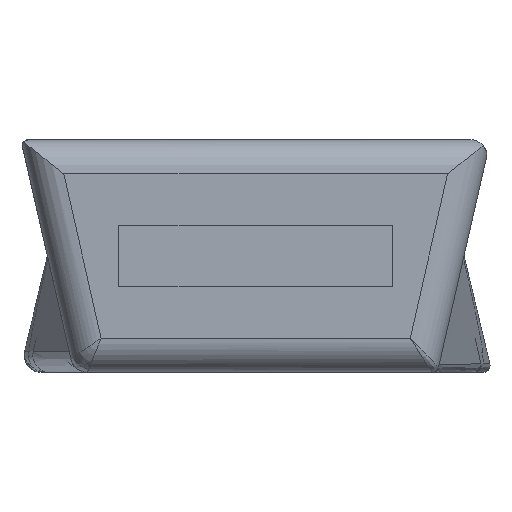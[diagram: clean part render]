
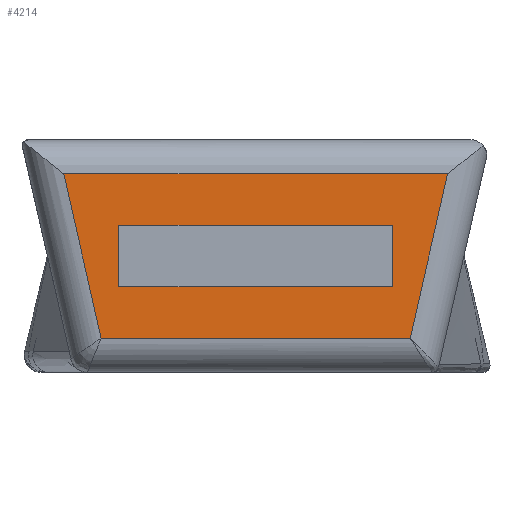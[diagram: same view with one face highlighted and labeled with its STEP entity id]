
A CAD part, front view. The second image highlights one B-rep face of the part: STEP entity #4214.
In plain terms, the highlighted planar face has unit normal (0, -1, 0).
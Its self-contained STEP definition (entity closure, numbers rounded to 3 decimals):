
#4141=CARTESIAN_POINT('',(0.,-9.117,0.));
#4142=DIRECTION('',(0.,-1.,0.));
#4143=DIRECTION('',(0.,-0.,-1.));
#4144=AXIS2_PLACEMENT_3D('',#4141,#4142,#4143);
#4145=PLANE('',#4144);
#4146=CARTESIAN_POINT('',(-4.,-9.117,0.9));
#4147=VERTEX_POINT('',#4146);
#4148=CARTESIAN_POINT('',(-4.,-9.117,-0.9));
#4149=VERTEX_POINT('',#4148);
#4150=CARTESIAN_POINT('',(-4.,-9.117,0.9));
#4151=DIRECTION('',(0.,-0.,-1.));
#4152=VECTOR('',#4151,1.8);
#4153=LINE('',#4150,#4152);
#4154=EDGE_CURVE('',#4147,#4149,#4153,.T.);
#4155=ORIENTED_EDGE('',*,*,#4154,.F.);
#4156=CARTESIAN_POINT('',(4.,-9.117,0.9));
#4157=VERTEX_POINT('',#4156);
#4158=CARTESIAN_POINT('',(4.,-9.117,0.9));
#4159=DIRECTION('',(-1.,0.,0.));
#4160=VECTOR('',#4159,8.);
#4161=LINE('',#4158,#4160);
#4162=EDGE_CURVE('',#4157,#4147,#4161,.T.);
#4163=ORIENTED_EDGE('',*,*,#4162,.F.);
#4164=CARTESIAN_POINT('',(4.,-9.117,-0.9));
#4165=VERTEX_POINT('',#4164);
#4166=CARTESIAN_POINT('',(4.,-9.117,-0.9));
#4167=DIRECTION('',(0.,0.,1.));
#4168=VECTOR('',#4167,1.8);
#4169=LINE('',#4166,#4168);
#4170=EDGE_CURVE('',#4165,#4157,#4169,.T.);
#4171=ORIENTED_EDGE('',*,*,#4170,.F.);
#4172=CARTESIAN_POINT('',(-4.,-9.117,-0.9));
#4173=DIRECTION('',(1.,0.,0.));
#4174=VECTOR('',#4173,8.);
#4175=LINE('',#4172,#4174);
#4176=EDGE_CURVE('',#4149,#4165,#4175,.T.);
#4177=ORIENTED_EDGE('',*,*,#4176,.F.);
#4178=EDGE_LOOP('',(#4155,#4163,#4171,#4177));
#4179=FACE_BOUND('',#4178,.T.);
#4180=CARTESIAN_POINT('',(5.612,-9.117,2.4));
#4181=VERTEX_POINT('',#4180);
#4182=CARTESIAN_POINT('',(-5.612,-9.117,2.4));
#4183=VERTEX_POINT('',#4182);
#4184=CARTESIAN_POINT('',(5.612,-9.117,2.4));
#4185=DIRECTION('',(-1.,0.,0.));
#4186=VECTOR('',#4185,11.223);
#4187=LINE('',#4184,#4186);
#4188=EDGE_CURVE('',#4181,#4183,#4187,.T.);
#4189=ORIENTED_EDGE('',*,*,#4188,.T.);
#4190=CARTESIAN_POINT('',(-4.518,-9.117,-2.4));
#4191=VERTEX_POINT('',#4190);
#4192=CARTESIAN_POINT('',(-5.612,-9.117,2.4));
#4193=DIRECTION('',(0.222,-0.,-0.975));
#4194=VECTOR('',#4193,4.923);
#4195=LINE('',#4192,#4194);
#4196=EDGE_CURVE('',#4183,#4191,#4195,.T.);
#4197=ORIENTED_EDGE('',*,*,#4196,.T.);
#4198=CARTESIAN_POINT('',(4.518,-9.117,-2.4));
#4199=VERTEX_POINT('',#4198);
#4200=CARTESIAN_POINT('',(-4.518,-9.117,-2.4));
#4201=DIRECTION('',(1.,0.,-0.));
#4202=VECTOR('',#4201,9.035);
#4203=LINE('',#4200,#4202);
#4204=EDGE_CURVE('',#4191,#4199,#4203,.T.);
#4205=ORIENTED_EDGE('',*,*,#4204,.T.);
#4206=CARTESIAN_POINT('',(4.518,-9.117,-2.4));
#4207=DIRECTION('',(0.222,0.,0.975));
#4208=VECTOR('',#4207,4.923);
#4209=LINE('',#4206,#4208);
#4210=EDGE_CURVE('',#4199,#4181,#4209,.T.);
#4211=ORIENTED_EDGE('',*,*,#4210,.T.);
#4212=EDGE_LOOP('',(#4189,#4197,#4205,#4211));
#4213=FACE_BOUND('',#4212,.T.);
#4214=ADVANCED_FACE('',(#4179,#4213),#4145,.T.);
